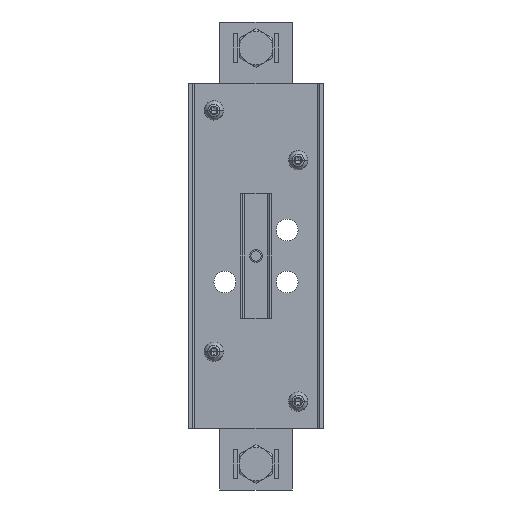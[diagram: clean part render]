
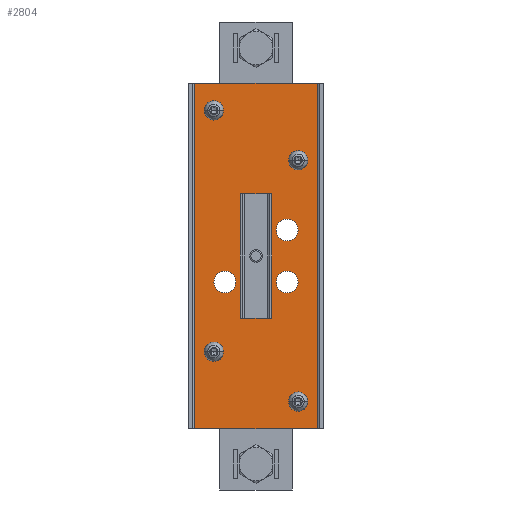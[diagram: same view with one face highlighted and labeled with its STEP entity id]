
A CAD part, front view. The second image highlights one B-rep face of the part: STEP entity #2804.
In plain terms, the highlighted planar face has unit normal (0, -1, 0).
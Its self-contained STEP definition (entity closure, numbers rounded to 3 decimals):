
#398=DIRECTION('',(1.,0.,0.));
#399=VECTOR('',#398,59.);
#400=CARTESIAN_POINT('',(-29.5,-2.,-83.));
#401=LINE('',#400,#399);
#881=DIRECTION('',(0.,0.,1.));
#882=VECTOR('',#881,166.);
#883=CARTESIAN_POINT('',(29.5,-2.,-83.));
#884=LINE('',#883,#882);
#895=DIRECTION('',(1.,0.,0.));
#896=VECTOR('',#895,59.);
#897=CARTESIAN_POINT('',(-29.5,-2.,83.));
#898=LINE('',#897,#896);
#902=CARTESIAN_POINT('',(15.,-2.,-12.5));
#903=DIRECTION('',(0.,-1.,0.));
#904=DIRECTION('',(-1.,0.,0.));
#905=AXIS2_PLACEMENT_3D('',#902,#903,#904);
#910=CARTESIAN_POINT('',(15.,-2.,-12.5));
#911=DIRECTION('',(0.,-1.,0.));
#912=DIRECTION('',(1.,0.,0.));
#913=AXIS2_PLACEMENT_3D('',#910,#911,#912);
#918=CARTESIAN_POINT('',(-15.,-2.,-12.5));
#919=DIRECTION('',(0.,-1.,0.));
#920=DIRECTION('',(-1.,0.,0.));
#921=AXIS2_PLACEMENT_3D('',#918,#919,#920);
#926=CARTESIAN_POINT('',(-15.,-2.,-12.5));
#927=DIRECTION('',(0.,-1.,0.));
#928=DIRECTION('',(1.,0.,0.));
#929=AXIS2_PLACEMENT_3D('',#926,#927,#928);
#934=CARTESIAN_POINT('',(15.,-2.,12.5));
#935=DIRECTION('',(0.,-1.,0.));
#936=DIRECTION('',(-1.,0.,0.));
#937=AXIS2_PLACEMENT_3D('',#934,#935,#936);
#942=CARTESIAN_POINT('',(15.,-2.,12.5));
#943=DIRECTION('',(0.,-1.,0.));
#944=DIRECTION('',(1.,0.,0.));
#945=AXIS2_PLACEMENT_3D('',#942,#943,#944);
#950=CARTESIAN_POINT('',(-20.25,-2.,-46.));
#951=DIRECTION('',(0.,-1.,0.));
#952=DIRECTION('',(-1.,0.,0.));
#953=AXIS2_PLACEMENT_3D('',#950,#951,#952);
#958=CARTESIAN_POINT('',(-20.25,-2.,-46.));
#959=DIRECTION('',(0.,-1.,0.));
#960=DIRECTION('',(1.,0.,0.));
#961=AXIS2_PLACEMENT_3D('',#958,#959,#960);
#966=CARTESIAN_POINT('',(20.25,-2.,-70.));
#967=DIRECTION('',(0.,-1.,0.));
#968=DIRECTION('',(-1.,0.,0.));
#969=AXIS2_PLACEMENT_3D('',#966,#967,#968);
#974=CARTESIAN_POINT('',(20.25,-2.,-70.));
#975=DIRECTION('',(0.,-1.,0.));
#976=DIRECTION('',(1.,0.,0.));
#977=AXIS2_PLACEMENT_3D('',#974,#975,#976);
#982=CARTESIAN_POINT('',(-20.25,-2.,70.));
#983=DIRECTION('',(0.,-1.,0.));
#984=DIRECTION('',(-1.,0.,0.));
#985=AXIS2_PLACEMENT_3D('',#982,#983,#984);
#990=CARTESIAN_POINT('',(-20.25,-2.,70.));
#991=DIRECTION('',(0.,-1.,0.));
#992=DIRECTION('',(1.,0.,0.));
#993=AXIS2_PLACEMENT_3D('',#990,#991,#992);
#998=CARTESIAN_POINT('',(20.25,-2.,46.));
#999=DIRECTION('',(0.,-1.,0.));
#1000=DIRECTION('',(-1.,0.,0.));
#1001=AXIS2_PLACEMENT_3D('',#998,#999,#1000);
#1006=CARTESIAN_POINT('',(20.25,-2.,46.));
#1007=DIRECTION('',(0.,-1.,0.));
#1008=DIRECTION('',(1.,0.,0.));
#1009=AXIS2_PLACEMENT_3D('',#1006,#1007,#1008);
#1014=CARTESIAN_POINT('',(0.,-2.,0.));
#1015=DIRECTION('',(0.,-1.,0.));
#1016=DIRECTION('',(1.,0.,0.));
#1017=AXIS2_PLACEMENT_3D('',#1014,#1015,#1016);
#1022=CARTESIAN_POINT('',(0.,-2.,0.));
#1023=DIRECTION('',(0.,-1.,0.));
#1024=DIRECTION('',(-1.,0.,0.));
#1025=AXIS2_PLACEMENT_3D('',#1022,#1023,#1024);
#1037=DIRECTION('',(0.,0.,-1.));
#1038=VECTOR('',#1037,166.);
#1039=CARTESIAN_POINT('',(-29.5,-2.,83.));
#1040=LINE('',#1039,#1038);
#2160=CARTESIAN_POINT('',(-29.5,-2.,-83.));
#2161=VERTEX_POINT('',#2160);
#2162=CARTESIAN_POINT('',(29.5,-2.,-83.));
#2163=VERTEX_POINT('',#2162);
#2316=CARTESIAN_POINT('',(29.5,-2.,83.));
#2317=VERTEX_POINT('',#2316);
#2318=CARTESIAN_POINT('',(-29.5,-2.,83.));
#2319=VERTEX_POINT('',#2318);
#2320=CARTESIAN_POINT('',(9.75,-2.,-12.5));
#2321=CARTESIAN_POINT('',(20.25,-2.,-12.5));
#2322=VERTEX_POINT('',#2320);
#2323=VERTEX_POINT('',#2321);
#2324=CARTESIAN_POINT('',(-20.25,-2.,-12.5));
#2325=CARTESIAN_POINT('',(-9.75,-2.,-12.5));
#2326=VERTEX_POINT('',#2324);
#2327=VERTEX_POINT('',#2325);
#2328=CARTESIAN_POINT('',(9.75,-2.,12.5));
#2329=CARTESIAN_POINT('',(20.25,-2.,12.5));
#2330=VERTEX_POINT('',#2328);
#2331=VERTEX_POINT('',#2329);
#2332=CARTESIAN_POINT('',(-23.25,-2.,-46.));
#2333=CARTESIAN_POINT('',(-17.25,-2.,-46.));
#2334=VERTEX_POINT('',#2332);
#2335=VERTEX_POINT('',#2333);
#2336=CARTESIAN_POINT('',(17.25,-2.,-70.));
#2337=CARTESIAN_POINT('',(23.25,-2.,-70.));
#2338=VERTEX_POINT('',#2336);
#2339=VERTEX_POINT('',#2337);
#2340=CARTESIAN_POINT('',(-23.25,-2.,70.));
#2341=CARTESIAN_POINT('',(-17.25,-2.,70.));
#2342=VERTEX_POINT('',#2340);
#2343=VERTEX_POINT('',#2341);
#2344=CARTESIAN_POINT('',(17.25,-2.,46.));
#2345=CARTESIAN_POINT('',(23.25,-2.,46.));
#2346=VERTEX_POINT('',#2344);
#2347=VERTEX_POINT('',#2345);
#2348=CARTESIAN_POINT('',(2.5,-2.,0.));
#2349=CARTESIAN_POINT('',(-2.5,-2.,0.));
#2350=VERTEX_POINT('',#2348);
#2351=VERTEX_POINT('',#2349);
#2743=CARTESIAN_POINT('',(-29.5,-2.,-83.));
#2744=DIRECTION('',(0.,-1.,0.));
#2745=DIRECTION('',(1.,0.,0.));
#2746=AXIS2_PLACEMENT_3D('',#2743,#2744,#2745);
#2747=PLANE('',#2746);
#2748=ORIENTED_EDGE('',*,*,#2489,.F.);
#2750=ORIENTED_EDGE('',*,*,#2749,.F.);
#2752=ORIENTED_EDGE('',*,*,#2751,.T.);
#2753=ORIENTED_EDGE('',*,*,#2735,.F.);
#2754=EDGE_LOOP('',(#2748,#2750,#2752,#2753));
#2755=FACE_OUTER_BOUND('',#2754,.F.);
#2757=ORIENTED_EDGE('',*,*,#2756,.T.);
#2759=ORIENTED_EDGE('',*,*,#2758,.T.);
#2760=EDGE_LOOP('',(#2757,#2759));
#2761=FACE_BOUND('',#2760,.F.);
#2763=ORIENTED_EDGE('',*,*,#2762,.T.);
#2765=ORIENTED_EDGE('',*,*,#2764,.T.);
#2766=EDGE_LOOP('',(#2763,#2765));
#2767=FACE_BOUND('',#2766,.F.);
#2769=ORIENTED_EDGE('',*,*,#2768,.T.);
#2771=ORIENTED_EDGE('',*,*,#2770,.T.);
#2772=EDGE_LOOP('',(#2769,#2771));
#2773=FACE_BOUND('',#2772,.F.);
#2775=ORIENTED_EDGE('',*,*,#2774,.T.);
#2777=ORIENTED_EDGE('',*,*,#2776,.T.);
#2778=EDGE_LOOP('',(#2775,#2777));
#2779=FACE_BOUND('',#2778,.F.);
#2781=ORIENTED_EDGE('',*,*,#2780,.T.);
#2783=ORIENTED_EDGE('',*,*,#2782,.T.);
#2784=EDGE_LOOP('',(#2781,#2783));
#2785=FACE_BOUND('',#2784,.F.);
#2787=ORIENTED_EDGE('',*,*,#2786,.T.);
#2789=ORIENTED_EDGE('',*,*,#2788,.T.);
#2790=EDGE_LOOP('',(#2787,#2789));
#2791=FACE_BOUND('',#2790,.F.);
#2793=ORIENTED_EDGE('',*,*,#2792,.T.);
#2795=ORIENTED_EDGE('',*,*,#2794,.T.);
#2796=EDGE_LOOP('',(#2793,#2795));
#2797=FACE_BOUND('',#2796,.F.);
#2799=ORIENTED_EDGE('',*,*,#2798,.T.);
#2801=ORIENTED_EDGE('',*,*,#2800,.T.);
#2802=EDGE_LOOP('',(#2799,#2801));
#2803=FACE_BOUND('',#2802,.F.);
#906=CIRCLE('',#905,5.25);
#914=CIRCLE('',#913,5.25);
#922=CIRCLE('',#921,5.25);
#930=CIRCLE('',#929,5.25);
#938=CIRCLE('',#937,5.25);
#946=CIRCLE('',#945,5.25);
#954=CIRCLE('',#953,3.);
#962=CIRCLE('',#961,3.);
#970=CIRCLE('',#969,3.);
#978=CIRCLE('',#977,3.);
#986=CIRCLE('',#985,3.);
#994=CIRCLE('',#993,3.);
#1002=CIRCLE('',#1001,3.);
#1010=CIRCLE('',#1009,3.);
#1018=CIRCLE('',#1017,2.5);
#1026=CIRCLE('',#1025,2.5);
#2489=EDGE_CURVE('',#2161,#2163,#401,.T.);
#2735=EDGE_CURVE('',#2163,#2317,#884,.T.);
#2749=EDGE_CURVE('',#2319,#2161,#1040,.T.);
#2751=EDGE_CURVE('',#2319,#2317,#898,.T.);
#2756=EDGE_CURVE('',#2322,#2323,#906,.T.);
#2758=EDGE_CURVE('',#2323,#2322,#914,.T.);
#2762=EDGE_CURVE('',#2326,#2327,#922,.T.);
#2764=EDGE_CURVE('',#2327,#2326,#930,.T.);
#2768=EDGE_CURVE('',#2330,#2331,#938,.T.);
#2770=EDGE_CURVE('',#2331,#2330,#946,.T.);
#2774=EDGE_CURVE('',#2334,#2335,#954,.T.);
#2776=EDGE_CURVE('',#2335,#2334,#962,.T.);
#2780=EDGE_CURVE('',#2338,#2339,#970,.T.);
#2782=EDGE_CURVE('',#2339,#2338,#978,.T.);
#2786=EDGE_CURVE('',#2342,#2343,#986,.T.);
#2788=EDGE_CURVE('',#2343,#2342,#994,.T.);
#2792=EDGE_CURVE('',#2346,#2347,#1002,.T.);
#2794=EDGE_CURVE('',#2347,#2346,#1010,.T.);
#2798=EDGE_CURVE('',#2350,#2351,#1018,.T.);
#2800=EDGE_CURVE('',#2351,#2350,#1026,.T.);
#2804=ADVANCED_FACE('',(#2755,#2761,#2767,#2773,#2779,#2785,#2791,#2797,#2803),
#2747,.T.);
